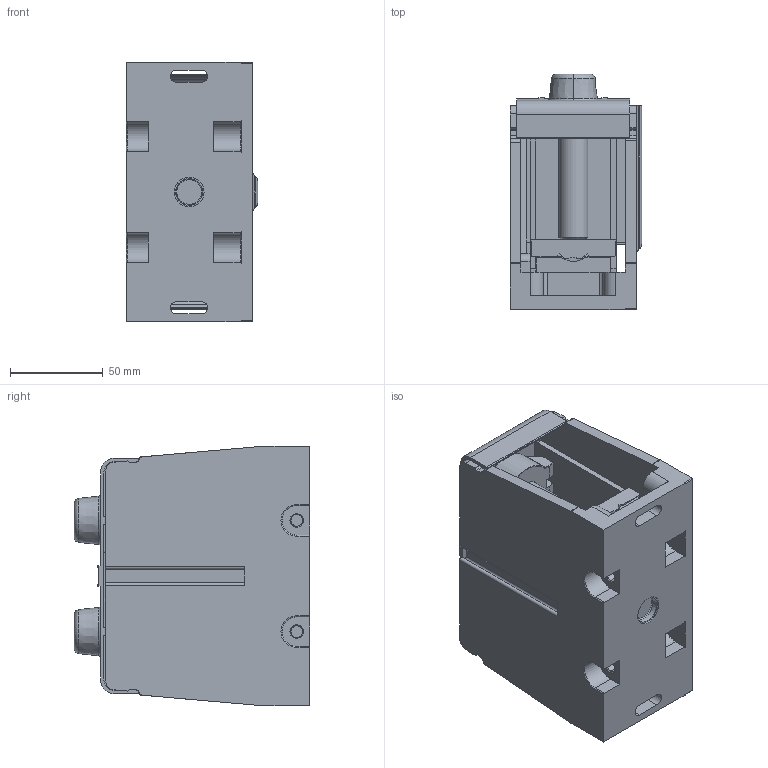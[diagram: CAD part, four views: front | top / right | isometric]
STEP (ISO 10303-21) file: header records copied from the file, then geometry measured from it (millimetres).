
FILE_DESCRIPTION((''),'2;1');
FILE_NAME('5YB574371_ASM','2024-01-29T',('dell'),(''),'PRO/ENGINEER BY PARAMETRIC TECHNOLOGY CORPORATION, 2013230','PRO/ENGINEER BY PARAMETRIC TECHNOLOGY CORPORATION, 2013230','');
FILE_SCHEMA(('AUTOMOTIVE_DESIGN { 1 0 10303 214 1 1 1 1 }'));
Length unit declared in the file: millimetre
Products named in the file (1): 5YB574371_ASM
Bounding box: 71 x 127 x 140 mm (x, y, z)
Volume: 535814.2 mm3; surface area: 172481.5 mm2
Topology: 1 solids, 2 shells, 1260 faces, 3429 edges, 2159 vertices
Faces by surface type: plane 578, cylinder 426, torus 162, cone 42, bspline 36, sphere 16
Entity records: 48068 total; most frequent: CARTESIAN_POINT 9024, ORIENTED_EDGE 6834, DIRECTION 6647, EDGE_CURVE 3417, AXIS2_PLACEMENT_3D 2272, VERTEX_POINT 2159, VECTOR 2103, LINE 2103
